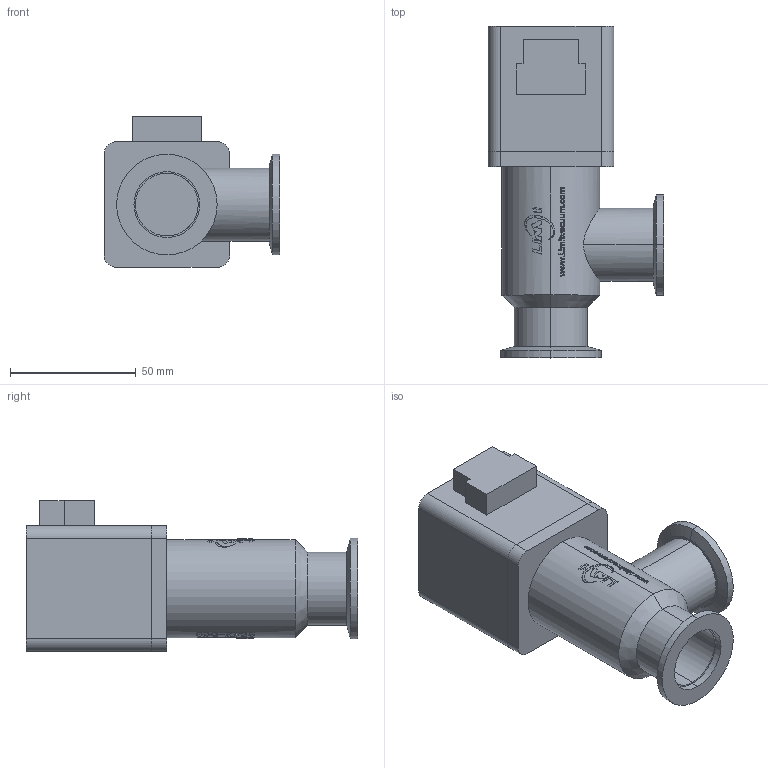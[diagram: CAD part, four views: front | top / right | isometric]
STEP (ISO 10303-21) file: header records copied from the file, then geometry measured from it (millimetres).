
FILE_DESCRIPTION (( 'STEP AP214' ), '1' );
FILE_NAME ('GDQ-KF25.STEP', '2024-08-19T02:29:15', ( '' ), ( '' ), 'SwSTEP 2.0', 'SolidWorks 2020', '' );
FILE_SCHEMA (( 'AUTOMOTIVE_DESIGN' ));
Length unit declared in the file: millimetre
Products named in the file (1): GDQ-KF25
Bounding box: 70 x 132 x 60 mm (x, y, z)
Volume: 198525.6 mm3; surface area: 42508.8 mm2
Topology: 3 solids, 3 shells, 652 faces, 1765 edges, 1173 vertices
Faces by surface type: bspline 329, plane 240, cylinder 77, cone 6
Entity records: 61643 total; most frequent: CARTESIAN_POINT 48086, ORIENTED_EDGE 3530, EDGE_CURVE 1765, DIRECTION 1549, VERTEX_POINT 1173, B_SPLINE_CURVE_WITH_KNOTS 1094, EDGE_LOOP 708, ADVANCED_FACE 652
